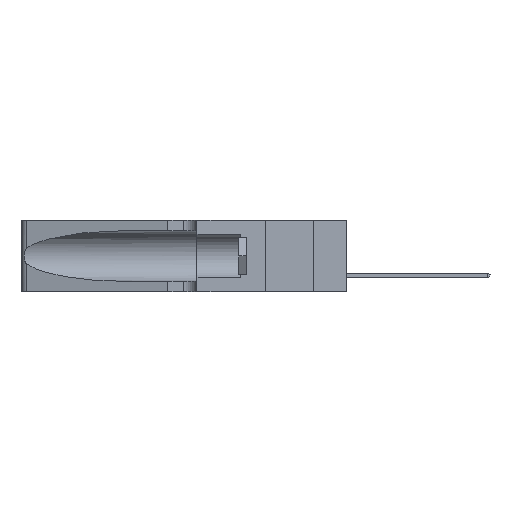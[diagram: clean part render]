
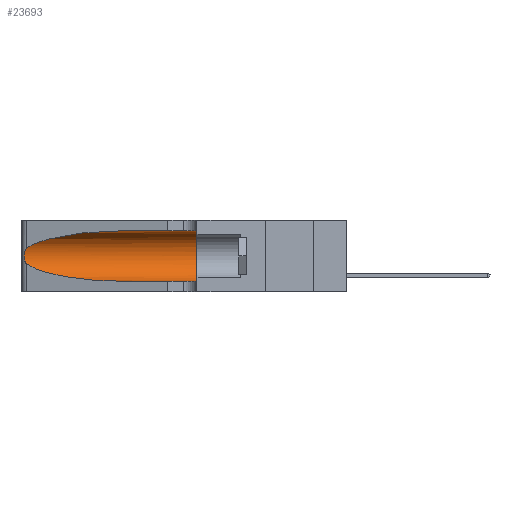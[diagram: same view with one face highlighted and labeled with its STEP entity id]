
A CAD part, left-side view. The second image highlights one B-rep face of the part: STEP entity #23693.
In plain terms, the highlighted cylindrical face has radius 3.308 mm (diameter 6.617 mm), a partial arc.
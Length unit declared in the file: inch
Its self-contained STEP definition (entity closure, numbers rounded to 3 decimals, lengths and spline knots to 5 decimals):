
#340 = VECTOR ( 'NONE', #43468, 39.37008 ) ;
#597 = CARTESIAN_POINT ( 'NONE',  ( 0.25854, 1.2359, 0.20912 ) ) ;
#1487 = VECTOR ( 'NONE', #47070, 39.37008 ) ;
#1827 = CARTESIAN_POINT ( 'NONE',  ( 0.26017, 1.23833, 0.17102 ) ) ;
#2735 = LINE ( 'NONE', #31839, #1487 ) ;
#3528 = CARTESIAN_POINT ( 'NONE',  ( 0.25487, 1.22718, 0.14631 ) ) ;
#4615 = CIRCLE ( 'NONE', #36681, 0.13025 ) ;
#4719 = DIRECTION ( 'NONE',  ( 0., -1., 0. ) ) ;
#4894 = CARTESIAN_POINT ( 'NONE',  ( 0.1305, 1.61858, 0.185 ) ) ;
#5563 = EDGE_CURVE ( 'NONE', #33081, #39145, #34881, .T. ) ;
#6161 = CARTESIAN_POINT ( 'NONE',  ( 0.2373, 1.15595, 0.08982 ) ) ;
#6189 = ORIENTED_EDGE ( 'NONE', *, *, #37385, .F. ) ;
#6505 = CARTESIAN_POINT ( 'NONE',  ( 0.25487, 1.22718, 0.14631 ) ) ;
#6933 = EDGE_CURVE ( 'NONE', #33081, #12336, #40264, .T. ) ;
#10469 = CARTESIAN_POINT ( 'NONE',  ( 0.18966, 0.96281, 0.05475 ) ) ;
#12086 = CARTESIAN_POINT ( 'NONE',  ( 0.26075, 1.23896, 0.19203 ) ) ;
#12336 = VERTEX_POINT ( 'NONE', #23934 ) ;
#12602 = CARTESIAN_POINT ( 'NONE',  ( 0.25787, 1.23484, 0.2124 ) ) ;
#12646 =( BOUNDED_CURVE ( )  B_SPLINE_CURVE ( 3, ( #3528, #6161, #10469, #27175 ),
 .UNSPECIFIED., .F., .T. ) 
 B_SPLINE_CURVE_WITH_KNOTS ( ( 4, 4 ),
 ( 3.44316, 4.71239 ),
 .UNSPECIFIED. ) 
 CURVE ( )  GEOMETRIC_REPRESENTATION_ITEM ( )  RATIONAL_B_SPLINE_CURVE ( ( 1., 0.87, 0.87, 1. ) ) 
 REPRESENTATION_ITEM ( '' )  );
#12723 = DIRECTION ( 'NONE',  ( 0., 0., -1. ) ) ;
#13976 = CARTESIAN_POINT ( 'NONE',  ( 0.18966, 0.96281, 0.31525 ) ) ;
#14144 = CARTESIAN_POINT ( 'NONE',  ( 0.25555, 1.22993, 0.14849 ) ) ;
#15895 = CARTESIAN_POINT ( 'NONE',  ( 0.25487, 1.22718, 0.22369 ) ) ;
#17912 = EDGE_CURVE ( 'NONE', #39145, #21601, #41345, .T. ) ;
#18598 = CARTESIAN_POINT ( 'NONE',  ( 0.1305, 0.35, 0.05475 ) ) ;
#19275 = CARTESIAN_POINT ( 'NONE',  ( 0.1305, 0.35, 0.185 ) ) ;
#20887 = CARTESIAN_POINT ( 'NONE',  ( 0.25487, 1.22718, 0.14631 ) ) ;
#21339 = ORIENTED_EDGE ( 'NONE', *, *, #5563, .T. ) ;
#21601 = VERTEX_POINT ( 'NONE', #20887 ) ;
#23693 = ADVANCED_FACE ( 'NONE', ( #32650 ), #46235, .F. ) ;
#23715 = DIRECTION ( 'NONE',  ( 0., 0., 1. ) ) ;
#23934 = CARTESIAN_POINT ( 'NONE',  ( 0.1305, 0.35, 0.31525 ) ) ;
#25649 = CARTESIAN_POINT ( 'NONE',  ( 0.25555, 1.22994, 0.2215 ) ) ;
#26165 = VERTEX_POINT ( 'NONE', #18598 ) ;
#27175 = CARTESIAN_POINT ( 'NONE',  ( 0.1305, 0.72297, 0.05475 ) ) ;
#27238 = CARTESIAN_POINT ( 'NONE',  ( 0.26018, 1.23835, 0.19895 ) ) ;
#27544 = CARTESIAN_POINT ( 'NONE',  ( 0.25639, 1.23184, 0.21858 ) ) ;
#28061 = CARTESIAN_POINT ( 'NONE',  ( 0.26075, 1.23896, 0.178 ) ) ;
#29068 = ORIENTED_EDGE ( 'NONE', *, *, #34752, .T. ) ;
#29108 = CARTESIAN_POINT ( 'NONE',  ( 0.25856, 1.23593, 0.16098 ) ) ;
#29272 = CARTESIAN_POINT ( 'NONE',  ( 0.1305, 0.72297, 0.31525 ) ) ;
#29563 = AXIS2_PLACEMENT_3D ( 'NONE', #4894, #4719, #12723 ) ;
#31839 = CARTESIAN_POINT ( 'NONE',  ( 0.1305, 1.61858, 0.05475 ) ) ;
#32042 = ORIENTED_EDGE ( 'NONE', *, *, #38353, .T. ) ;
#32650 = FACE_OUTER_BOUND ( 'NONE', #38992, .T. ) ;
#33081 = VERTEX_POINT ( 'NONE', #48664 ) ;
#34589 = ORIENTED_EDGE ( 'NONE', *, *, #17912, .T. ) ;
#34752 = EDGE_CURVE ( 'NONE', #48588, #26165, #2735, .T. ) ;
#34881 =( BOUNDED_CURVE ( )  B_SPLINE_CURVE ( 3, ( #29272, #13976, #37087, #44210 ),
 .UNSPECIFIED., .F., .F. ) 
 B_SPLINE_CURVE_WITH_KNOTS ( ( 4, 4 ),
 ( 1.5708, 2.84003 ),
 .UNSPECIFIED. ) 
 CURVE ( )  GEOMETRIC_REPRESENTATION_ITEM ( )  RATIONAL_B_SPLINE_CURVE ( ( 1., 0.87, 0.87, 1. ) ) 
 REPRESENTATION_ITEM ( '' )  );
#36029 = CARTESIAN_POINT ( 'NONE',  ( 0.1305, 1.61858, 0.31525 ) ) ;
#36681 = AXIS2_PLACEMENT_3D ( 'NONE', #19275, #46454, #23715 ) ;
#37087 = CARTESIAN_POINT ( 'NONE',  ( 0.2373, 1.15595, 0.28018 ) ) ;
#37385 = EDGE_CURVE ( 'NONE', #12336, #26165, #4615, .T. ) ;
#38353 = EDGE_CURVE ( 'NONE', #21601, #48588, #12646, .T. ) ;
#38992 = EDGE_LOOP ( 'NONE', ( #21339, #34589, #32042, #29068, #6189, #48676 ) ) ;
#39145 = VERTEX_POINT ( 'NONE', #15895 ) ;
#39670 = CARTESIAN_POINT ( 'NONE',  ( 0.1305, 0.72297, 0.05475 ) ) ;
#40264 = LINE ( 'NONE', #36029, #340 ) ;
#40741 = CARTESIAN_POINT ( 'NONE',  ( 0.25639, 1.23186, 0.15144 ) ) ;
#40953 = CARTESIAN_POINT ( 'NONE',  ( 0.25487, 1.22718, 0.22369 ) ) ;
#41345 = B_SPLINE_CURVE_WITH_KNOTS ( 'NONE', 3,
 ( #40953, #25649, #27544, #12602, #597, #27238, #12086, #28061, #1827, #29108, #44040, #40741, #14144, #6505 ),
 .UNSPECIFIED., .F., .F.,
 ( 4, 2, 2, 2, 2, 2, 4 ),
 ( 0., 0.00027, 0.00053, 0.00107, 0.0016, 0.00187, 0.00214 ),
 .UNSPECIFIED. ) ;
#43468 = DIRECTION ( 'NONE',  ( 0., -1., 0. ) ) ;
#44040 = CARTESIAN_POINT ( 'NONE',  ( 0.25789, 1.23486, 0.15765 ) ) ;
#44210 = CARTESIAN_POINT ( 'NONE',  ( 0.25487, 1.22718, 0.22369 ) ) ;
#46235 = CYLINDRICAL_SURFACE ( 'NONE', #29563, 0.13025 ) ;
#46454 = DIRECTION ( 'NONE',  ( 0., 1., 0. ) ) ;
#47070 = DIRECTION ( 'NONE',  ( 0., -1., 0. ) ) ;
#48588 = VERTEX_POINT ( 'NONE', #39670 ) ;
#48664 = CARTESIAN_POINT ( 'NONE',  ( 0.1305, 0.72297, 0.31525 ) ) ;
#48676 = ORIENTED_EDGE ( 'NONE', *, *, #6933, .F. ) ;
